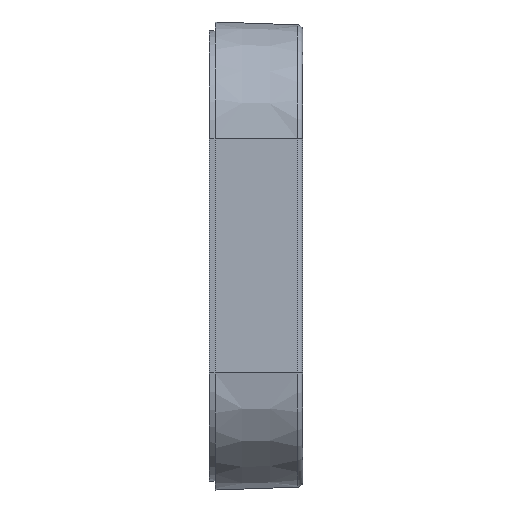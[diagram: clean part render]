
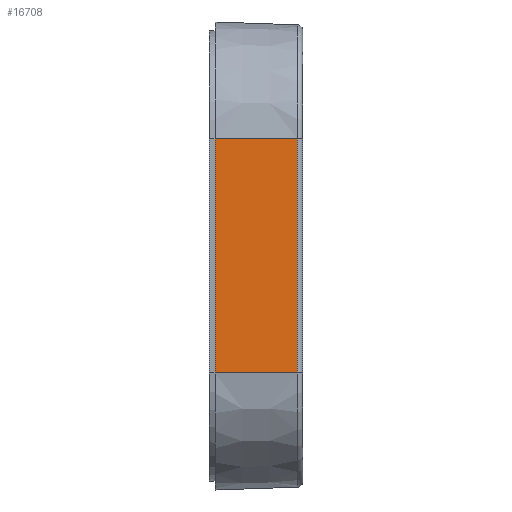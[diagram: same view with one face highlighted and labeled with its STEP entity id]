
A CAD part, left-side view. The second image highlights one B-rep face of the part: STEP entity #16708.
In plain terms, the highlighted planar face has unit normal (-0.999, -0.035, 0).
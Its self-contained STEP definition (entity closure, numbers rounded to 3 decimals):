
#15802 = VERTEX_POINT('',#15803);
#15803 = CARTESIAN_POINT('',(-60.,15.,20.));
#15810 = EDGE_CURVE('',#15802,#15811,#15813,.T.);
#15811 = VERTEX_POINT('',#15812);
#15812 = CARTESIAN_POINT('',(-60.,15.,-20.));
#15813 = LINE('',#15814,#15815);
#15814 = CARTESIAN_POINT('',(-60.,15.,-20.));
#15815 = VECTOR('',#15816,1.);
#15816 = DIRECTION('',(0.,0.,-1.));
#16688 = VERTEX_POINT('',#16689);
#16689 = CARTESIAN_POINT('',(-59.51,0.965,-20.));
#16696 = EDGE_CURVE('',#16688,#15811,#16697,.T.);
#16697 = LINE('',#16698,#16699);
#16698 = CARTESIAN_POINT('',(-59.477,0.009,-20.));
#16699 = VECTOR('',#16700,1.);
#16700 = DIRECTION('',(-0.035,0.999,0.));
#16708 = ADVANCED_FACE('',(#16709),#16727,.T.);
#16709 = FACE_BOUND('',#16710,.T.);
#16710 = EDGE_LOOP('',(#16711,#16712,#16713,#16721));
#16711 = ORIENTED_EDGE('',*,*,#15810,.T.);
#16712 = ORIENTED_EDGE('',*,*,#16696,.F.);
#16713 = ORIENTED_EDGE('',*,*,#16714,.F.);
#16714 = EDGE_CURVE('',#16715,#16688,#16717,.T.);
#16715 = VERTEX_POINT('',#16716);
#16716 = CARTESIAN_POINT('',(-59.51,0.965,20.));
#16717 = LINE('',#16718,#16719);
#16718 = CARTESIAN_POINT('',(-59.51,0.965,-10.));
#16719 = VECTOR('',#16720,1.);
#16720 = DIRECTION('',(0.,0.,-1.));
#16721 = ORIENTED_EDGE('',*,*,#16722,.T.);
#16722 = EDGE_CURVE('',#16715,#15802,#16723,.T.);
#16723 = LINE('',#16724,#16725);
#16724 = CARTESIAN_POINT('',(-59.477,0.009,20.));
#16725 = VECTOR('',#16726,1.);
#16726 = DIRECTION('',(-0.035,0.999,0.));
#16727 = PLANE('',#16728);
#16728 = AXIS2_PLACEMENT_3D('',#16729,#16730,#16731);
#16729 = CARTESIAN_POINT('',(-59.477,0.009,-20.));
#16730 = DIRECTION('',(-0.999,-0.035,0.));
#16731 = DIRECTION('',(0.,0.,1.));
